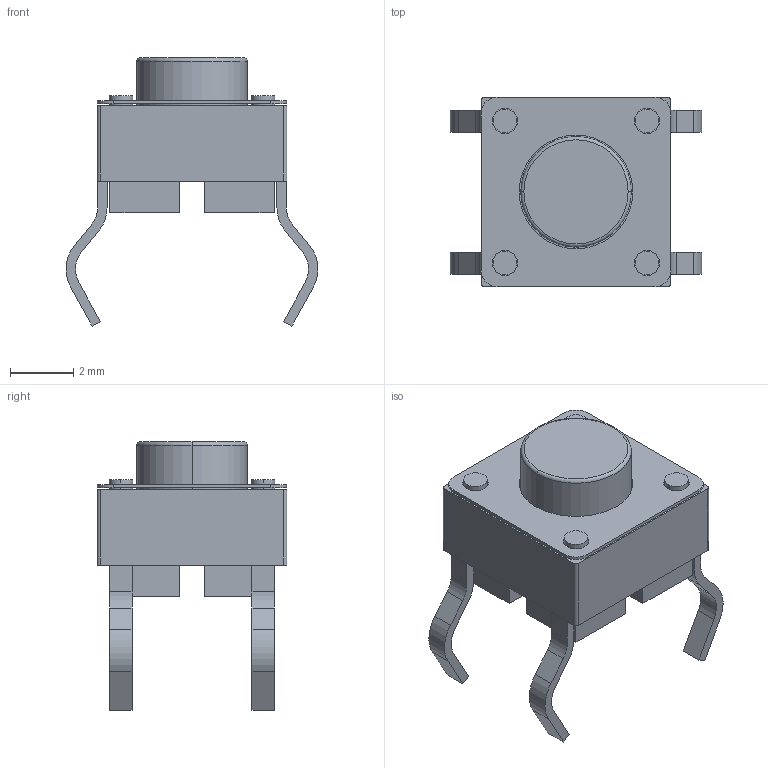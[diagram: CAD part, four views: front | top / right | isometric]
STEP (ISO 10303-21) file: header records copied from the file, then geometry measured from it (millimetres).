
FILE_DESCRIPTION (( 'STEP AP214' ), '1' );
FILE_NAME ('User Library-TPxxxx (Switch).STEP', '2012-05-04T07:41:34', ( 'sysAdmin' ), ( 'SolidWorks' ), 'SwSTEP 2.0', 'SolidWorks 2012', '' );
FILE_SCHEMA (( 'AUTOMOTIVE_DESIGN' ));
Length unit declared in the file: millimetre
Products named in the file (1): User Library-TPxxxx (Switch)
Bounding box: 7.98 x 6 x 8.49 mm (x, y, z)
Volume: 127.2 mm3; surface area: 275 mm2
Topology: 2 solids, 2 shells, 119 faces, 304 edges, 202 vertices
Faces by surface type: plane 73, cylinder 44, torus 2
Entity records: 4249 total; most frequent: DIRECTION 636, CARTESIAN_POINT 626, ORIENTED_EDGE 608, EDGE_CURVE 304, VECTOR 212, AXIS2_PLACEMENT_3D 212, LINE 212, VERTEX_POINT 202
